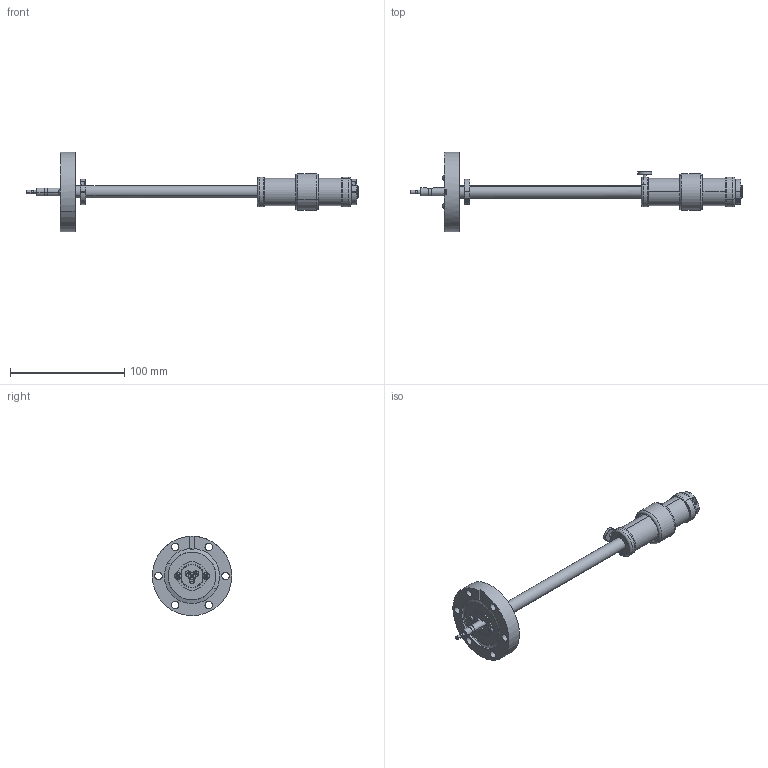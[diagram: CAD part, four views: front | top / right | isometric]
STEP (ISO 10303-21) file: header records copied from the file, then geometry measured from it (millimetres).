
FILE_DESCRIPTION(('CATIA V5 STEP Exchange','CAx-IF Rec.Pracs.--- Model Styling and Organization---1.2---2011-12-15'),'2;1');
FILE_NAME('MDG40-0150-0030.stp','2020-02-25T13:54:53+00:00',('none'),('none'),'CATIA Version 5 Release 21 SP 6 (IN-10)','CATIA V5 STEP AP214','none');
FILE_SCHEMA(('AUTOMOTIVE_DESIGN { 1 0 10303 214 1 1 1 1 }'));
Length unit declared in the file: millimetre
Products named in the file (1): MDG40-0150-0030
Bounding box: 290.6 x 69.49 x 69.48 mm (x, y, z)
Volume: 89182.5 mm3; surface area: 55954.8 mm2
Topology: 2 solids, 23 shells, 973 faces, 2444 edges, 1501 vertices
Faces by surface type: plane 480, cylinder 311, cone 160, torus 22
Entity records: 26730 total; most frequent: CARTESIAN_POINT 5077, ORIENTED_EDGE 4836, DIRECTION 3385, EDGE_CURVE 2418, AXIS2_PLACEMENT_3D 1531, VERTEX_POINT 1501, VECTOR 1324, LINE 1324
